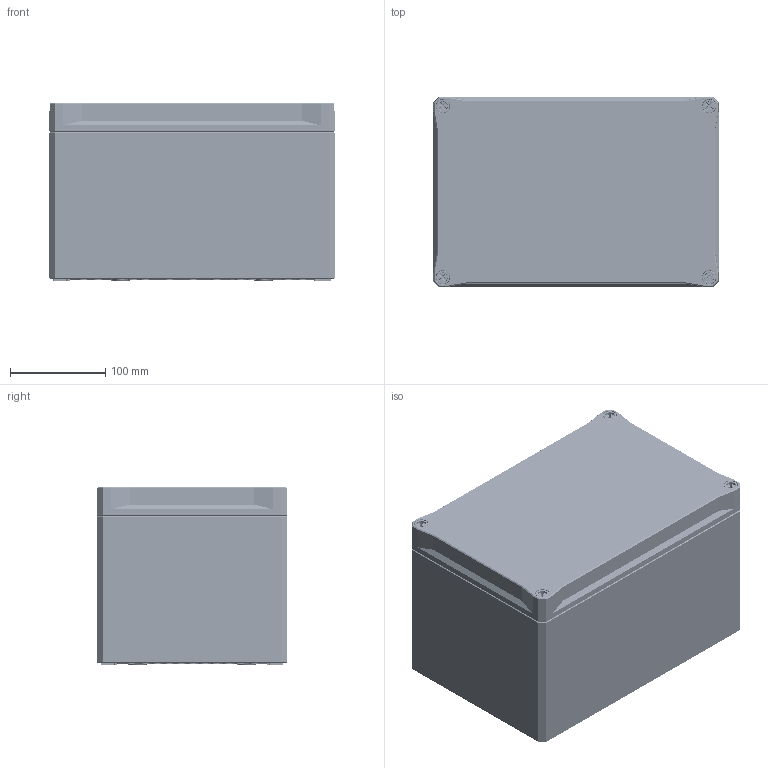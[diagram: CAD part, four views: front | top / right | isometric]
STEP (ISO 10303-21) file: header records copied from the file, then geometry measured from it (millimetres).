
FILE_DESCRIPTION(/* description */ (''),/* implementation_level */ '2;1');
FILE_NAME(/* name */ '0903103280 - MBI-L 302019 OK.stp',/* time_stamp */ '2024-05-29T08:07:20+02:00',/* author */ ('alexander.rose'),/* organization */ (''),/* preprocessor_version */ 'ST-DEVELOPER v18.1',/* originating_system */ 'Autodesk Inventor 2022',/* authorisation */ '');
FILE_SCHEMA (('AUTOMOTIVE_DESIGN { 1 0 10303 214 3 1 1 }'));
Products named in the file (5): 0903103280 - MBI-L 302019 OK; 0903103231-OT_302003 Klar; 0901103252-UT_302015 - O; Dichtung_3020xx; Schraube M14
Assembly tree (7 placements, depth 2):
  0903103280 - MBI-L 302019 OK
    0903103231-OT_302003 Klar
    0901103252-UT_302015 - O
    Dichtung_3020xx
    Schraube M14  x4
Bounding box: 300 x 200 x 187 mm (x, y, z)
Volume: 1356942 mm3; surface area: 692738.8 mm2
Topology: 7 solids, 7 shells, 3854 faces, 8629 edges, 5016 vertices
Faces by surface type: bspline 885, plane 865, cylinder 774, torus 702, cone 380, sphere 248
Full cylindrical faces by diameter (mm): 4.2 x56, 8 x4, 14 x8
Entity records: 88619 total; most frequent: CARTESIAN_POINT 28053, DIRECTION 13308, ORIENTED_EDGE 12234, EDGE_CURVE 6117, AXIS2_PLACEMENT_3D 5883, VERTEX_POINT 3606, CIRCLE 3501, EDGE_LOOP 3025
